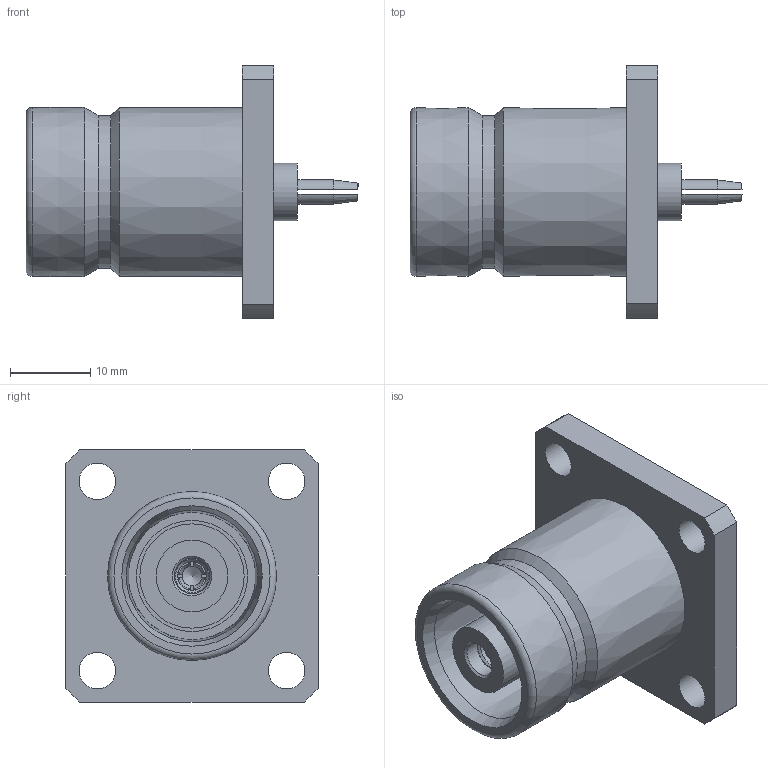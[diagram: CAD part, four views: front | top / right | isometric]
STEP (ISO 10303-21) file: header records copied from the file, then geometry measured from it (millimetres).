
FILE_DESCRIPTION(/* description */ ('4240-376 QRM(f) to QC','CAx-IF Rec.Pracs.---Representation and Presentation of Product Manufacturing Information (PMI)---4.0---2014-10-13','CAx-IF Rec.Pracs.---3D Tessellated Geometry---0.4---2014-09-14','2;1'),/* implementation_level */ '2;1');
FILE_NAME(/* name */ '4240-376_CONNECTOR_QRM(f)',/* time_stamp */ '2022-12-20T12:16:30-05:00',/* author */ ('Joel Meltzer'),/* organization */ ('Bird Electronic Corp'),/* preprocessor_version */ 'ST-DEVELOPER v18.102',/* originating_system */ 'Solid Edge',/* authorisation */ 'Unknown');
FILE_SCHEMA (('AP242_MANAGED_MODEL_BASED_3D_ENGINEERING_MIM_LF { 1 0 10303 442 1 1 4 }'));
Length unit declared in the file: inch
Products named in the file (7): 4240-376_CONNECTOR_QRM(f); 4240-376_BODY_QRM(f); 4240-376_INSULATOR_QRM(f); 4240-376_CENTER_PIN; 4240-376_CENTER_PIN_QRM(f); 4240-376_CENTER_PIN_SLEEVE; 4240-376_LOCK_RING_QRM(f)
Assembly tree (6 placements, depth 3):
  4240-376_CONNECTOR_QRM(f)
    4240-376_BODY_QRM(f)
    4240-376_INSULATOR_QRM(f)
    4240-376_CENTER_PIN
      4240-376_CENTER_PIN_QRM(f)
      4240-376_CENTER_PIN_SLEEVE
    4240-376_LOCK_RING_QRM(f)
Bounding box: 41.43 x 31.5 x 31.5 mm (x, y, z)
Volume: 10726.7 mm3; surface area: 8795.6 mm2
Topology: 5 solids, 5 shells, 103 faces, 241 edges, 156 vertices
Faces by surface type: plane 50, cylinder 30, cone 22, torus 1
Full cylindrical faces by diameter (mm): 2.489 x1, 2.541 x1, 3.048 x2, 3.558 x2, 3.658 x1, 3.709 x1, 4.37 x2, 4.421 x1, 4.572 x4, 7.137 x1, 8.943 x1, 12.7 x2, 13.01 x1, 13.873 x1, 15.627 x1, 15.875 x1, 15.88 x1, 15.881 x1, 19.056 x1
Entity records: 2926 total; most frequent: DIRECTION 504, CARTESIAN_POINT 502, ORIENTED_EDGE 382, AXIS2_PLACEMENT_3D 214, EDGE_CURVE 191, FACE_BOUND 169, EDGE_LOOP 168, VERTEX_POINT 148
